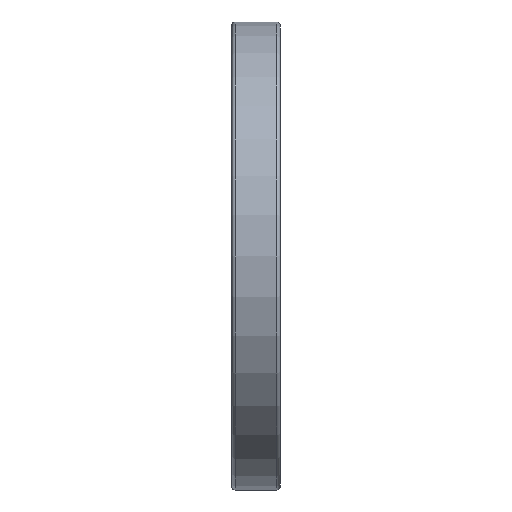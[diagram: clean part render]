
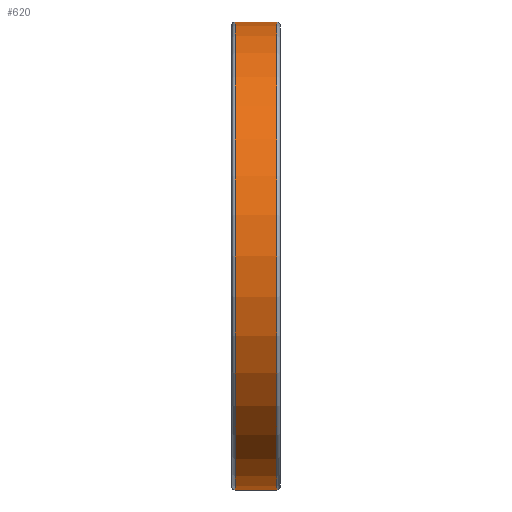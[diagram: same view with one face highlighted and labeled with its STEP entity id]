
A CAD part, front view. The second image highlights one B-rep face of the part: STEP entity #620.
In plain terms, the highlighted cylindrical face has radius 62.5 mm (diameter 125 mm), a full revolution.
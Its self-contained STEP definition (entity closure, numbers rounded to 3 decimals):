
#620 = ADVANCED_FACE( '', ( #652, #653 ), #654, .T. );
#652 = FACE_OUTER_BOUND( '', #705, .T. );
#653 = FACE_OUTER_BOUND( '', #706, .T. );
#654 = CYLINDRICAL_SURFACE( '', #707, 62.5 );
#705 = EDGE_LOOP( '', ( #769 ) );
#706 = EDGE_LOOP( '', ( #770 ) );
#707 = AXIS2_PLACEMENT_3D( '', #771, #772, #773 );
#769 = ORIENTED_EDGE( '', *, *, #832, .T. );
#770 = ORIENTED_EDGE( '', *, *, #831, .F. );
#771 = CARTESIAN_POINT( '', ( 13., 0., 0. ) );
#772 = DIRECTION( '', ( -1., 0., 0. ) );
#773 = DIRECTION( '', ( 0., 0., -1. ) );
#831 = EDGE_CURVE( '', #855, #855, #856, .T. );
#832 = EDGE_CURVE( '', #857, #857, #858, .T. );
#855 = VERTEX_POINT( '', #887 );
#856 = CIRCLE( '', #888, 62.5 );
#857 = VERTEX_POINT( '', #889 );
#858 = CIRCLE( '', #890, 62.5 );
#887 = CARTESIAN_POINT( '', ( 12., 0., -62.5 ) );
#888 = AXIS2_PLACEMENT_3D( '', #925, #926, #927 );
#889 = CARTESIAN_POINT( '', ( 1., 0., -62.5 ) );
#890 = AXIS2_PLACEMENT_3D( '', #928, #929, #930 );
#925 = CARTESIAN_POINT( '', ( 12., 0., 0. ) );
#926 = DIRECTION( '', ( 1., 0., 0. ) );
#927 = DIRECTION( '', ( 0., 0., -1. ) );
#928 = CARTESIAN_POINT( '', ( 1., 0., 0. ) );
#929 = DIRECTION( '', ( 1., 0., 0. ) );
#930 = DIRECTION( '', ( 0., 0., -1. ) );
